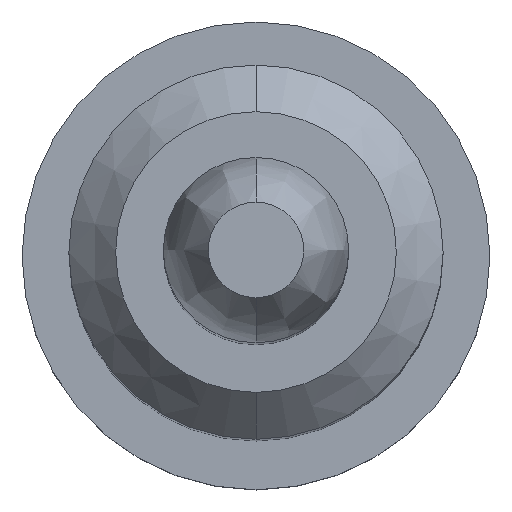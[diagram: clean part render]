
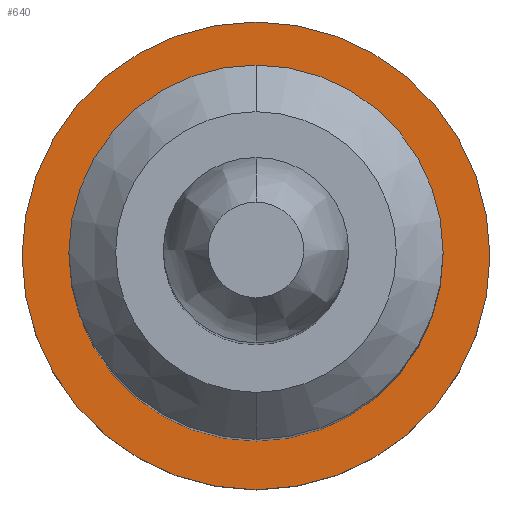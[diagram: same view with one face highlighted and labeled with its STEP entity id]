
A CAD part, top view. The second image highlights one B-rep face of the part: STEP entity #640.
In plain terms, the highlighted planar face has unit normal (0, 0, 1).
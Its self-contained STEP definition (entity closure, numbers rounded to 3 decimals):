
#73=CARTESIAN_POINT('',(0.,0.,-6.05));
#74=DIRECTION('',(0.,0.,-1.));
#75=DIRECTION('',(0.,1.,0.));
#76=AXIS2_PLACEMENT_3D('',#73,#74,#75);
#78=CARTESIAN_POINT('',(0.,0.,-6.05));
#79=DIRECTION('',(0.,0.,1.));
#80=DIRECTION('',(0.,1.,0.));
#81=AXIS2_PLACEMENT_3D('',#78,#79,#80);
#83=CARTESIAN_POINT('',(0.,0.,-6.05));
#84=DIRECTION('',(0.,0.,1.));
#85=DIRECTION('',(0.,1.,0.));
#86=AXIS2_PLACEMENT_3D('',#83,#84,#85);
#88=CARTESIAN_POINT('',(0.,0.,-6.05));
#89=DIRECTION('',(0.,0.,-1.));
#90=DIRECTION('',(0.,1.,0.));
#91=AXIS2_PLACEMENT_3D('',#88,#89,#90);
#445=CARTESIAN_POINT('',(0.,1.25,-6.05));
#446=CARTESIAN_POINT('',(0.,-1.25,-6.05));
#447=VERTEX_POINT('',#445);
#448=VERTEX_POINT('',#446);
#462=CARTESIAN_POINT('',(0.,0.75,-6.05));
#464=VERTEX_POINT('',#462);
#466=CARTESIAN_POINT('',(0.,-0.75,-6.05));
#468=VERTEX_POINT('',#466);
#625=CARTESIAN_POINT('',(0.,0.,-6.05));
#626=DIRECTION('',(0.,0.,-1.));
#627=DIRECTION('',(0.,-1.,0.));
#628=AXIS2_PLACEMENT_3D('',#625,#626,#627);
#629=PLANE('',#628);
#630=ORIENTED_EDGE('',*,*,#605,.T.);
#631=ORIENTED_EDGE('',*,*,#619,.F.);
#632=EDGE_LOOP('',(#630,#631));
#633=FACE_OUTER_BOUND('',#632,.F.);
#635=ORIENTED_EDGE('',*,*,#634,.T.);
#637=ORIENTED_EDGE('',*,*,#636,.F.);
#638=EDGE_LOOP('',(#635,#637));
#639=FACE_BOUND('',#638,.F.);
#77=CIRCLE('',#76,1.25);
#82=CIRCLE('',#81,1.25);
#87=CIRCLE('',#86,0.75);
#92=CIRCLE('',#91,0.75);
#605=EDGE_CURVE('',#447,#448,#77,.T.);
#619=EDGE_CURVE('',#447,#448,#82,.T.);
#634=EDGE_CURVE('',#464,#468,#87,.T.);
#636=EDGE_CURVE('',#464,#468,#92,.T.);
#640=ADVANCED_FACE('',(#633,#639),#629,.F.);
